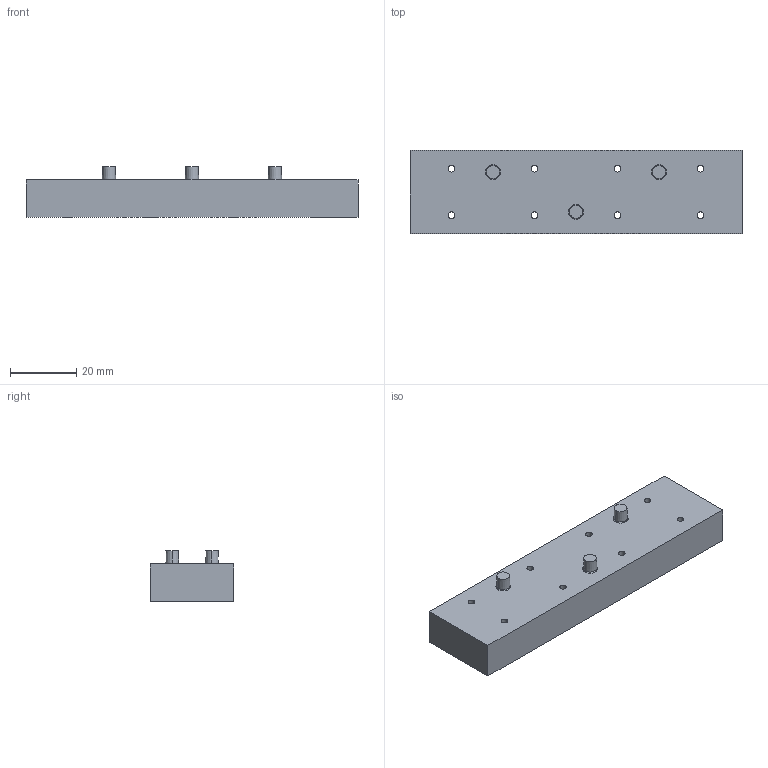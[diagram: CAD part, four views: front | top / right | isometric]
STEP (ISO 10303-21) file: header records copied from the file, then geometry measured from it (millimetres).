
FILE_DESCRIPTION (( 'STEP AP214' ), '1' );
FILE_NAME ('OWV Rev5 seal mold male.STEP', '2020-04-07T16:11:38', ( '' ), ( '' ), 'SwSTEP 2.0', 'SolidWorks 2019', '' );
FILE_SCHEMA (( 'AUTOMOTIVE_DESIGN' ));
Length unit declared in the file: millimetre
Products named in the file (1): OWV Rev5 seal mold male
Bounding box: 100 x 25 x 15.25 mm (x, y, z)
Volume: 27790.4 mm3; surface area: 8597.9 mm2
Topology: 1 solids, 1 shells, 37 faces, 90 edges, 58 vertices
Faces by surface type: cone 22, plane 9, torus 6
Entity records: 1178 total; most frequent: DIRECTION 222, CARTESIAN_POINT 186, ORIENTED_EDGE 180, AXIS2_PLACEMENT_3D 94, EDGE_CURVE 90, VERTEX_POINT 58, EDGE_LOOP 56, CIRCLE 56
